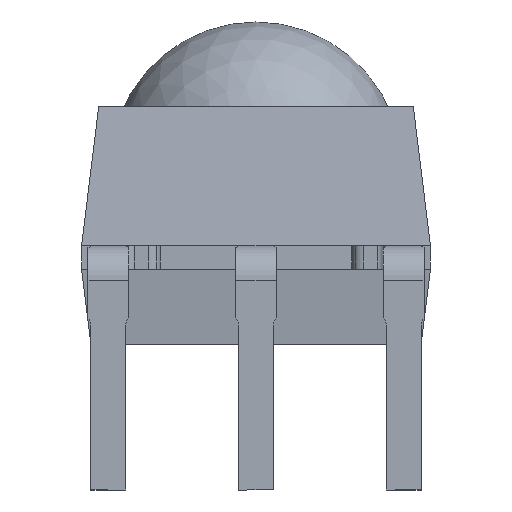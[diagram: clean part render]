
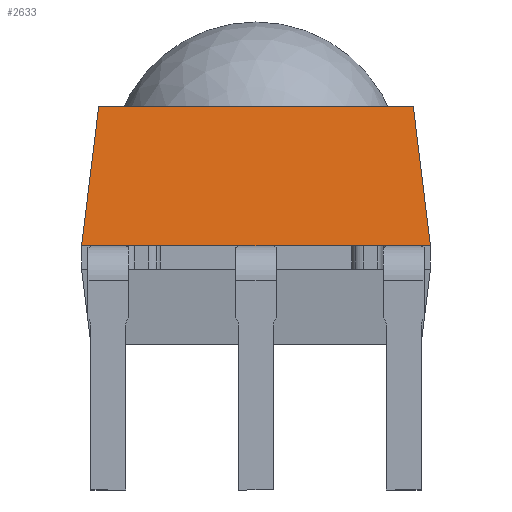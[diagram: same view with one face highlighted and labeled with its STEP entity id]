
A CAD part, front view. The second image highlights one B-rep face of the part: STEP entity #2633.
In plain terms, the highlighted planar face has unit normal (0, -0.993, 0.122).
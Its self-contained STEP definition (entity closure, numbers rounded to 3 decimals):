
#35 = CARTESIAN_POINT ( 'NONE',  ( -1.5, -4.115, 2.8 ) ) ;
#64 = CARTESIAN_POINT ( 'NONE',  ( 2.705, -3.955, 4.1 ) ) ;
#88 = VECTOR ( 'NONE', #2878, 1000. ) ;
#199 = VECTOR ( 'NONE', #3450, 1000. ) ;
#233 = CARTESIAN_POINT ( 'NONE',  ( 2.705, -3.955, 4.1 ) ) ;
#350 = PLANE ( 'NONE',  #2238 ) ;
#390 = EDGE_LOOP ( 'NONE', ( #2142, #2512, #1113, #1311 ) ) ;
#680 = VERTEX_POINT ( 'NONE', #2443 ) ;
#857 = DIRECTION ( 'NONE',  ( -1., 0., 0. ) ) ;
#925 = EDGE_CURVE ( 'NONE', #991, #2050, #1538, .T. ) ;
#991 = VERTEX_POINT ( 'NONE', #2533 ) ;
#1026 = FACE_OUTER_BOUND ( 'NONE', #390, .T. ) ;
#1102 = VECTOR ( 'NONE', #857, 1000. ) ;
#1113 = ORIENTED_EDGE ( 'NONE', *, *, #2083, .F. ) ;
#1253 = VECTOR ( 'NONE', #1734, 1000. ) ;
#1311 = ORIENTED_EDGE ( 'NONE', *, *, #3900, .T. ) ;
#1538 = LINE ( 'NONE', #2255, #88 ) ;
#1557 = DIRECTION ( 'NONE',  ( 0., -0.993, 0.122 ) ) ;
#1681 = LINE ( 'NONE', #3258, #1253 ) ;
#1734 = DIRECTION ( 'NONE',  ( 0.121, -0.121, -0.985 ) ) ;
#1880 = LINE ( 'NONE', #3146, #199 ) ;
#2050 = VERTEX_POINT ( 'NONE', #2307 ) ;
#2083 = EDGE_CURVE ( 'NONE', #2148, #680, #1681, .T. ) ;
#2142 = ORIENTED_EDGE ( 'NONE', *, *, #925, .F. ) ;
#2148 = VERTEX_POINT ( 'NONE', #64 ) ;
#2167 = DIRECTION ( 'NONE',  ( -1., 0., 0. ) ) ;
#2238 = AXIS2_PLACEMENT_3D ( 'NONE', #35, #1557, #2167 ) ;
#2255 = CARTESIAN_POINT ( 'NONE',  ( -3., -4.25, 1.7 ) ) ;
#2307 = CARTESIAN_POINT ( 'NONE',  ( -2.705, -3.955, 4.1 ) ) ;
#2443 = CARTESIAN_POINT ( 'NONE',  ( 3., -4.25, 1.7 ) ) ;
#2512 = ORIENTED_EDGE ( 'NONE', *, *, #3156, .T. ) ;
#2533 = CARTESIAN_POINT ( 'NONE',  ( -3., -4.25, 1.7 ) ) ;
#2633 = ADVANCED_FACE ( 'NONE', ( #1026 ), #350, .T. ) ;
#2878 = DIRECTION ( 'NONE',  ( 0.121, 0.121, 0.985 ) ) ;
#3146 = CARTESIAN_POINT ( 'NONE',  ( -3., -4.25, 1.7 ) ) ;
#3156 = EDGE_CURVE ( 'NONE', #991, #680, #1880, .T. ) ;
#3258 = CARTESIAN_POINT ( 'NONE',  ( 2.705, -3.955, 4.1 ) ) ;
#3450 = DIRECTION ( 'NONE',  ( 1., 0., 0. ) ) ;
#3723 = LINE ( 'NONE', #233, #1102 ) ;
#3900 = EDGE_CURVE ( 'NONE', #2148, #2050, #3723, .T. ) ;
